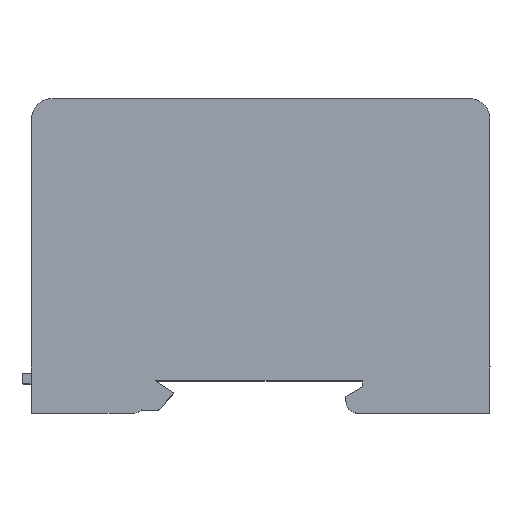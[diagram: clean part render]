
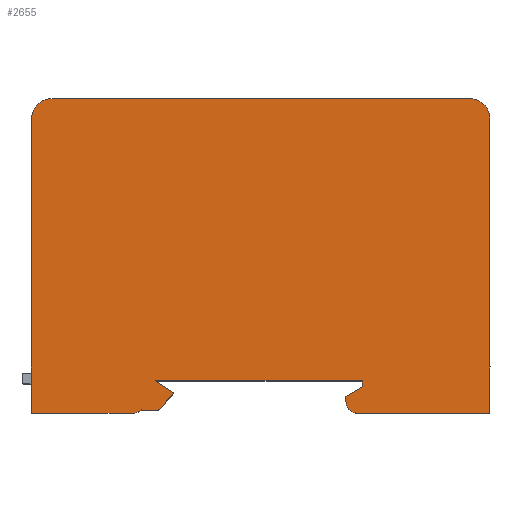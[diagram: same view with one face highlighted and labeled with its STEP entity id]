
A CAD part, top view. The second image highlights one B-rep face of the part: STEP entity #2655.
In plain terms, the highlighted planar face has unit normal (0, 0, 1).
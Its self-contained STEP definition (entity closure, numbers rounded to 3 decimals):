
#90=DIRECTION('',(0.,1.,0.));
#91=VECTOR('',#90,49.999);
#92=CARTESIAN_POINT('',(-39.,-26.75,10.5));
#93=LINE('',#92,#91);
#94=CARTESIAN_POINT('',(-35.5,23.25,10.5));
#95=DIRECTION('',(0.,0.,-1.));
#96=DIRECTION('',(-1.,-0.001,0.));
#97=AXIS2_PLACEMENT_3D('',#94,#95,#96);
#99=DIRECTION('',(1.,0.,0.));
#100=VECTOR('',#99,70.999);
#101=CARTESIAN_POINT('',(-35.5,26.75,10.5));
#102=LINE('',#101,#100);
#103=CARTESIAN_POINT('',(35.5,23.25,10.5));
#104=DIRECTION('',(0.,0.,-1.));
#105=DIRECTION('',(0.,1.,0.));
#106=AXIS2_PLACEMENT_3D('',#103,#104,#105);
#108=DIRECTION('',(0.,-1.,0.));
#109=VECTOR('',#108,49.999);
#110=CARTESIAN_POINT('',(39.,23.249,10.5));
#111=LINE('',#110,#109);
#112=DIRECTION('',(-1.,0.,0.));
#113=VECTOR('',#112,22.5);
#114=CARTESIAN_POINT('',(39.,-26.75,10.5));
#115=LINE('',#114,#113);
#116=CARTESIAN_POINT('',(16.5,-24.75,10.5));
#117=DIRECTION('',(0.,0.,-1.));
#118=DIRECTION('',(0.,-1.,0.));
#119=AXIS2_PLACEMENT_3D('',#116,#117,#118);
#121=DIRECTION('',(0.,1.,0.));
#122=VECTOR('',#121,0.883);
#123=CARTESIAN_POINT('',(14.5,-24.75,10.5));
#124=LINE('',#123,#122);
#125=DIRECTION('',(0.866,0.5,0.));
#126=VECTOR('',#125,3.233);
#127=CARTESIAN_POINT('',(14.5,-23.866,10.5));
#128=LINE('',#127,#126);
#129=DIRECTION('',(0.,1.,0.));
#130=VECTOR('',#129,1.);
#131=CARTESIAN_POINT('',(17.3,-22.25,10.5));
#132=LINE('',#131,#130);
#133=DIRECTION('',(-1.,0.,0.));
#134=VECTOR('',#133,35.2);
#135=CARTESIAN_POINT('',(17.3,-21.25,10.5));
#136=LINE('',#135,#134);
#137=DIRECTION('',(0.84,-0.543,0.));
#138=VECTOR('',#137,3.737);
#139=CARTESIAN_POINT('',(-17.9,-21.25,10.5));
#140=LINE('',#139,#138);
#141=DIRECTION('',(-0.655,-0.756,0.));
#142=VECTOR('',#141,3.711);
#143=CARTESIAN_POINT('',(-14.762,-23.278,10.5));
#144=LINE('',#143,#142);
#145=CARTESIAN_POINT('',(-17.57,-25.757,10.5));
#146=DIRECTION('',(0.,0.,-1.));
#147=DIRECTION('',(0.758,-0.652,0.));
#148=AXIS2_PLACEMENT_3D('',#145,#146,#147);
#150=DIRECTION('',(-1.,0.015,0.));
#151=VECTOR('',#150,2.77);
#152=CARTESIAN_POINT('',(-17.569,-26.257,10.5));
#153=LINE('',#152,#151);
#154=CARTESIAN_POINT('',(-21.7,-24.75,10.5));
#155=DIRECTION('',(0.,0.,-1.));
#156=DIRECTION('',(0.681,-0.732,0.));
#157=AXIS2_PLACEMENT_3D('',#154,#155,#156);
#159=DIRECTION('',(-1.,0.,0.));
#160=VECTOR('',#159,17.3);
#161=CARTESIAN_POINT('',(-21.7,-26.75,10.5));
#162=LINE('',#161,#160);
#2108=CARTESIAN_POINT('',(-39.,-26.75,10.5));
#2109=CARTESIAN_POINT('',(-39.,23.249,10.5));
#2110=VERTEX_POINT('',#2108);
#2111=VERTEX_POINT('',#2109);
#2128=CARTESIAN_POINT('',(-35.5,26.75,10.5));
#2129=VERTEX_POINT('',#2128);
#2130=CARTESIAN_POINT('',(35.5,26.75,10.5));
#2131=VERTEX_POINT('',#2130);
#2132=CARTESIAN_POINT('',(39.,23.249,10.5));
#2133=VERTEX_POINT('',#2132);
#2134=CARTESIAN_POINT('',(39.,-26.75,10.5));
#2135=VERTEX_POINT('',#2134);
#2136=CARTESIAN_POINT('',(16.5,-26.75,10.5));
#2137=VERTEX_POINT('',#2136);
#2138=CARTESIAN_POINT('',(14.5,-24.75,10.5));
#2139=VERTEX_POINT('',#2138);
#2140=CARTESIAN_POINT('',(14.5,-23.866,10.5));
#2141=VERTEX_POINT('',#2140);
#2142=CARTESIAN_POINT('',(17.3,-22.25,10.5));
#2143=VERTEX_POINT('',#2142);
#2144=CARTESIAN_POINT('',(17.3,-21.25,10.5));
#2145=VERTEX_POINT('',#2144);
#2146=CARTESIAN_POINT('',(-17.9,-21.25,10.5));
#2147=VERTEX_POINT('',#2146);
#2148=CARTESIAN_POINT('',(-14.762,-23.278,10.5));
#2149=VERTEX_POINT('',#2148);
#2150=CARTESIAN_POINT('',(-17.191,-26.084,10.5));
#2151=VERTEX_POINT('',#2150);
#2152=CARTESIAN_POINT('',(-17.569,-26.257,10.5));
#2153=VERTEX_POINT('',#2152);
#2154=CARTESIAN_POINT('',(-20.339,-26.215,10.5));
#2155=VERTEX_POINT('',#2154);
#2156=CARTESIAN_POINT('',(-21.7,-26.75,10.5));
#2157=VERTEX_POINT('',#2156);
#2615=CARTESIAN_POINT('',(0.,0.,10.5));
#2616=DIRECTION('',(0.,0.,1.));
#2617=DIRECTION('',(1.,0.,0.));
#2618=AXIS2_PLACEMENT_3D('',#2615,#2616,#2617);
#2619=PLANE('',#2618);
#2620=ORIENTED_EDGE('',*,*,#2585,.T.);
#2622=ORIENTED_EDGE('',*,*,#2621,.T.);
#2624=ORIENTED_EDGE('',*,*,#2623,.T.);
#2626=ORIENTED_EDGE('',*,*,#2625,.T.);
#2628=ORIENTED_EDGE('',*,*,#2627,.T.);
#2630=ORIENTED_EDGE('',*,*,#2629,.T.);
#2632=ORIENTED_EDGE('',*,*,#2631,.T.);
#2634=ORIENTED_EDGE('',*,*,#2633,.T.);
#2636=ORIENTED_EDGE('',*,*,#2635,.T.);
#2638=ORIENTED_EDGE('',*,*,#2637,.T.);
#2640=ORIENTED_EDGE('',*,*,#2639,.T.);
#2642=ORIENTED_EDGE('',*,*,#2641,.T.);
#2644=ORIENTED_EDGE('',*,*,#2643,.T.);
#2646=ORIENTED_EDGE('',*,*,#2645,.T.);
#2648=ORIENTED_EDGE('',*,*,#2647,.T.);
#2650=ORIENTED_EDGE('',*,*,#2649,.T.);
#2652=ORIENTED_EDGE('',*,*,#2651,.T.);
#2653=EDGE_LOOP('',(#2620,#2622,#2624,#2626,#2628,#2630,#2632,#2634,#2636,#2638,
#2640,#2642,#2644,#2646,#2648,#2650,#2652));
#2654=FACE_OUTER_BOUND('',#2653,.F.);
#98=CIRCLE('',#97,3.5);
#107=CIRCLE('',#106,3.5);
#120=CIRCLE('',#119,2.);
#149=CIRCLE('',#148,0.5);
#158=CIRCLE('',#157,2.);
#2585=EDGE_CURVE('',#2110,#2111,#93,.T.);
#2621=EDGE_CURVE('',#2111,#2129,#98,.T.);
#2623=EDGE_CURVE('',#2129,#2131,#102,.T.);
#2625=EDGE_CURVE('',#2131,#2133,#107,.T.);
#2627=EDGE_CURVE('',#2133,#2135,#111,.T.);
#2629=EDGE_CURVE('',#2135,#2137,#115,.T.);
#2631=EDGE_CURVE('',#2137,#2139,#120,.T.);
#2633=EDGE_CURVE('',#2139,#2141,#124,.T.);
#2635=EDGE_CURVE('',#2141,#2143,#128,.T.);
#2637=EDGE_CURVE('',#2143,#2145,#132,.T.);
#2639=EDGE_CURVE('',#2145,#2147,#136,.T.);
#2641=EDGE_CURVE('',#2147,#2149,#140,.T.);
#2643=EDGE_CURVE('',#2149,#2151,#144,.T.);
#2645=EDGE_CURVE('',#2151,#2153,#149,.T.);
#2647=EDGE_CURVE('',#2153,#2155,#153,.T.);
#2649=EDGE_CURVE('',#2155,#2157,#158,.T.);
#2651=EDGE_CURVE('',#2157,#2110,#162,.T.);
#2655=ADVANCED_FACE('',(#2654),#2619,.T.);
